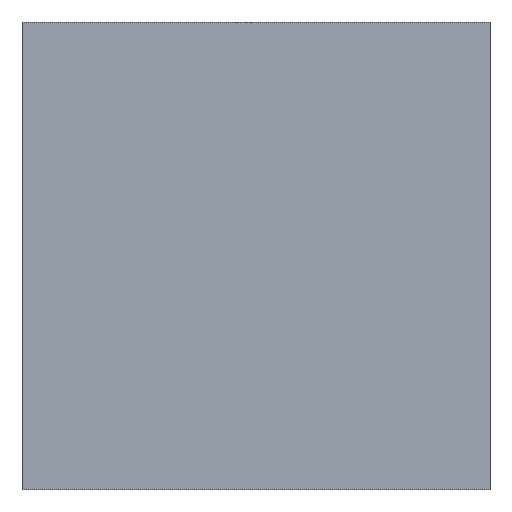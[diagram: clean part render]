
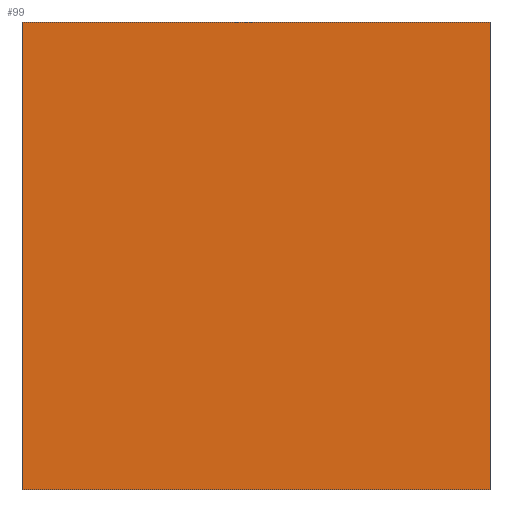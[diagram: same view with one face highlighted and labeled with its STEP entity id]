
A CAD part, front view. The second image highlights one B-rep face of the part: STEP entity #99.
In plain terms, the highlighted planar face has unit normal (0, -1, 0).
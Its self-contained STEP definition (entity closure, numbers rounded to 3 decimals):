
#15 = EDGE_CURVE ( 'NONE', #461, #192, #65, .T. ) ;
#19 = CARTESIAN_POINT ( 'NONE',  ( -2.5, 0., 2.5 ) ) ;
#21 = DIRECTION ( 'NONE',  ( 0., 0., -1. ) ) ;
#32 = CARTESIAN_POINT ( 'NONE',  ( -2.5, 0., -2.5 ) ) ;
#39 = VECTOR ( 'NONE', #348, 1000. ) ;
#50 = VECTOR ( 'NONE', #171, 1000. ) ;
#51 = CARTESIAN_POINT ( 'NONE',  ( -2.5, 0., -1.1 ) ) ;
#65 = LINE ( 'NONE', #223, #481 ) ;
#67 = VECTOR ( 'NONE', #230, 1000. ) ;
#72 = VERTEX_POINT ( 'NONE', #355 ) ;
#73 = EDGE_CURVE ( 'NONE', #81, #72, #281, .T. ) ;
#81 = VERTEX_POINT ( 'NONE', #438 ) ;
#94 = DIRECTION ( 'NONE',  ( 1., 0., 0. ) ) ;
#99 = ADVANCED_FACE ( 'NONE', ( #124 ), #395, .T. ) ;
#102 = CARTESIAN_POINT ( 'NONE',  ( 2.5, 0., 2.5 ) ) ;
#113 = EDGE_LOOP ( 'NONE', ( #240, #145, #340, #338, #122, #196, #462, #143 ) ) ;
#120 = CARTESIAN_POINT ( 'NONE',  ( -2.5, 0., 2.5 ) ) ;
#122 = ORIENTED_EDGE ( 'NONE', *, *, #160, .F. ) ;
#124 = FACE_OUTER_BOUND ( 'NONE', #113, .T. ) ;
#128 = CARTESIAN_POINT ( 'NONE',  ( 0., 0., 0. ) ) ;
#131 = LINE ( 'NONE', #19, #50 ) ;
#135 = EDGE_CURVE ( 'NONE', #264, #81, #250, .T. ) ;
#143 = ORIENTED_EDGE ( 'NONE', *, *, #73, .F. ) ;
#145 = ORIENTED_EDGE ( 'NONE', *, *, #173, .F. ) ;
#149 = LINE ( 'NONE', #102, #67 ) ;
#160 = EDGE_CURVE ( 'NONE', #380, #461, #446, .T. ) ;
#169 = VECTOR ( 'NONE', #21, 1000. ) ;
#171 = DIRECTION ( 'NONE',  ( 0., 0., 1. ) ) ;
#173 = EDGE_CURVE ( 'NONE', #496, #264, #482, .T. ) ;
#192 = VERTEX_POINT ( 'NONE', #483 ) ;
#196 = ORIENTED_EDGE ( 'NONE', *, *, #326, .F. ) ;
#215 = EDGE_CURVE ( 'NONE', #192, #496, #131, .T. ) ;
#223 = CARTESIAN_POINT ( 'NONE',  ( -2.5, 0., 2.5 ) ) ;
#230 = DIRECTION ( 'NONE',  ( 0., 0., -1. ) ) ;
#234 = VERTEX_POINT ( 'NONE', #411 ) ;
#240 = ORIENTED_EDGE ( 'NONE', *, *, #135, .F. ) ;
#250 = LINE ( 'NONE', #251, #169 ) ;
#251 = CARTESIAN_POINT ( 'NONE',  ( 2.5, 0., 2.5 ) ) ;
#254 = CARTESIAN_POINT ( 'NONE',  ( -2.5, 0., 2.5 ) ) ;
#264 = VERTEX_POINT ( 'NONE', #341 ) ;
#281 = LINE ( 'NONE', #397, #39 ) ;
#283 = VECTOR ( 'NONE', #460, 1000. ) ;
#291 = VECTOR ( 'NONE', #401, 1000. ) ;
#303 = CARTESIAN_POINT ( 'NONE',  ( -2.5, 0., -2.5 ) ) ;
#318 = EDGE_CURVE ( 'NONE', #72, #234, #149, .T. ) ;
#326 = EDGE_CURVE ( 'NONE', #234, #380, #449, .T. ) ;
#338 = ORIENTED_EDGE ( 'NONE', *, *, #15, .F. ) ;
#340 = ORIENTED_EDGE ( 'NONE', *, *, #215, .F. ) ;
#341 = CARTESIAN_POINT ( 'NONE',  ( 2.5, 0., 2.5 ) ) ;
#348 = DIRECTION ( 'NONE',  ( 0., 0., -1. ) ) ;
#355 = CARTESIAN_POINT ( 'NONE',  ( 2.5, 0., -1.1 ) ) ;
#370 = VECTOR ( 'NONE', #94, 1000. ) ;
#374 = DIRECTION ( 'NONE',  ( 0., 0., 1. ) ) ;
#380 = VERTEX_POINT ( 'NONE', #32 ) ;
#395 = PLANE ( 'NONE',  #437 ) ;
#397 = CARTESIAN_POINT ( 'NONE',  ( 2.5, 0., 2.5 ) ) ;
#401 = DIRECTION ( 'NONE',  ( 0., 0., 1. ) ) ;
#405 = CARTESIAN_POINT ( 'NONE',  ( -2.5, 0., 2.5 ) ) ;
#411 = CARTESIAN_POINT ( 'NONE',  ( 2.5, 0., -2.5 ) ) ;
#436 = DIRECTION ( 'NONE',  ( 0., -1., 0. ) ) ;
#437 = AXIS2_PLACEMENT_3D ( 'NONE', #128, #436, #473 ) ;
#438 = CARTESIAN_POINT ( 'NONE',  ( 2.5, 0., 1.1 ) ) ;
#446 = LINE ( 'NONE', #254, #291 ) ;
#449 = LINE ( 'NONE', #303, #283 ) ;
#460 = DIRECTION ( 'NONE',  ( -1., 0., 0. ) ) ;
#461 = VERTEX_POINT ( 'NONE', #51 ) ;
#462 = ORIENTED_EDGE ( 'NONE', *, *, #318, .F. ) ;
#473 = DIRECTION ( 'NONE',  ( 0., 0., -1. ) ) ;
#481 = VECTOR ( 'NONE', #374, 1000. ) ;
#482 = LINE ( 'NONE', #405, #370 ) ;
#483 = CARTESIAN_POINT ( 'NONE',  ( -2.5, 0., 1.1 ) ) ;
#496 = VERTEX_POINT ( 'NONE', #120 ) ;
